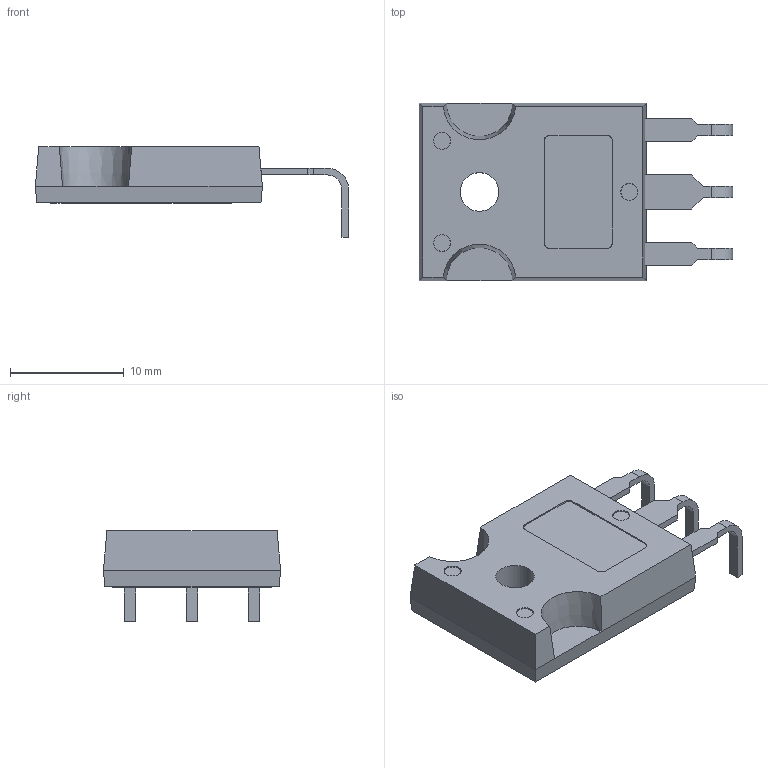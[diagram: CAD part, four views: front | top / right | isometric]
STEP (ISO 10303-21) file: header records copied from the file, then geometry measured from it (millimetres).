
FILE_DESCRIPTION(/* description */ (''),/* implementation_level */ '2;1');
FILE_NAME(/* name */ 'TO-247_horizontal_mid.step',/* time_stamp */ '2024-02-10T15:45:19-05:00',/* author */ (''),/* organization */ (''),/* preprocessor_version */ 'ST-DEVELOPER v20',/* originating_system */ 'Autodesk Translation Framework v12.14.0.127',/* authorisation */ '');
FILE_SCHEMA (('AUTOMOTIVE_DESIGN { 1 0 10303 214 3 1 1 }'));
Length unit declared in the file: millimetre
Products named in the file (1): TO-247_horizontal_mid
Bounding box: 27.6 x 15.6 x 8 mm (x, y, z)
Volume: 1394.8 mm3; surface area: 1160.5 mm2
Topology: 1 solids, 1 shells, 96 faces, 247 edges, 162 vertices
Faces by surface type: plane 77, cylinder 10, cone 9
Full cylindrical faces by diameter (mm): 3.4 x1, 6 x1
Entity records: 3079 total; most frequent: CARTESIAN_POINT 554, ORIENTED_EDGE 494, DIRECTION 475, EDGE_CURVE 247, LINE 205, VECTOR 205, VERTEX_POINT 162, AXIS2_PLACEMENT_3D 135
